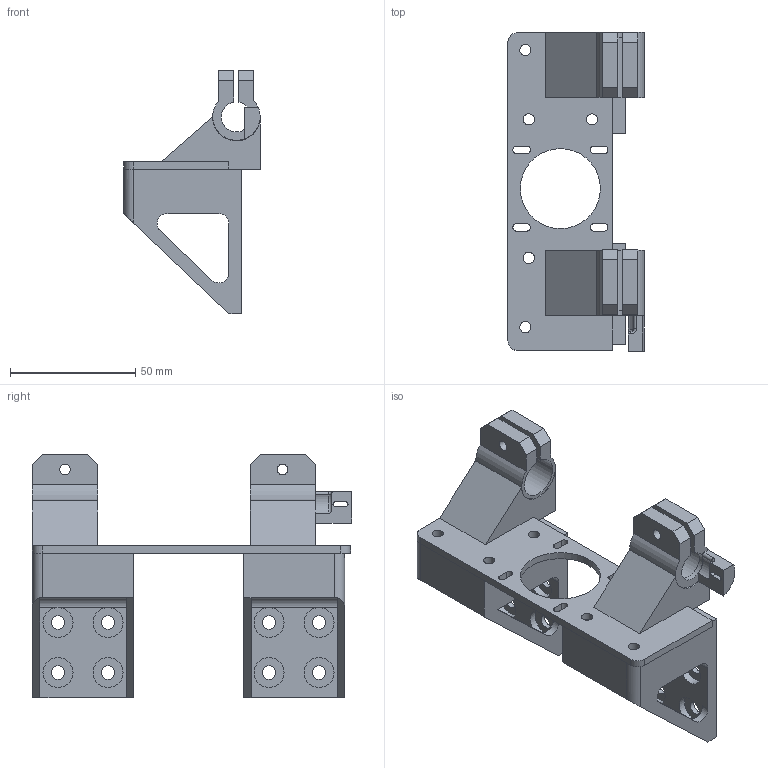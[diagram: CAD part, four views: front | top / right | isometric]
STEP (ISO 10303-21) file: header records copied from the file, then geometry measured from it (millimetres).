
FILE_DESCRIPTION(/* description */ (''),/* implementation_level */ '2;1');
FILE_NAME(/* name */ 'high_mount.step',/* time_stamp */ '2021-02-08T09:33:16-05:00',/* author */ (''),/* organization */ (''),/* preprocessor_version */ 'ST-DEVELOPER v18.1',/* originating_system */ 'Autodesk Translation Framework v9.7.1.1290',/* authorisation */ '');
FILE_SCHEMA (('AUTOMOTIVE_DESIGN { 1 0 10303 214 3 1 1 }'));
Length unit declared in the file: millimetre
Products named in the file (1): high_mount
Bounding box: 54.5 x 127.58 x 97.22 mm (x, y, z)
Volume: 127313.2 mm3; surface area: 51260.9 mm2
Topology: 6 solids, 6 shells, 219 faces, 584 edges, 384 vertices
Faces by surface type: plane 150, cylinder 67, bspline 1, torus 1
Full cylindrical faces by diameter (mm): 4.2 x4, 4.5 x12, 5.5 x8, 12 x8, 32 x1
Entity records: 7016 total; most frequent: CARTESIAN_POINT 1268, ORIENTED_EDGE 1168, DIRECTION 1156, EDGE_CURVE 584, LINE 440, VECTOR 440, VERTEX_POINT 384, AXIS2_PLACEMENT_3D 358
